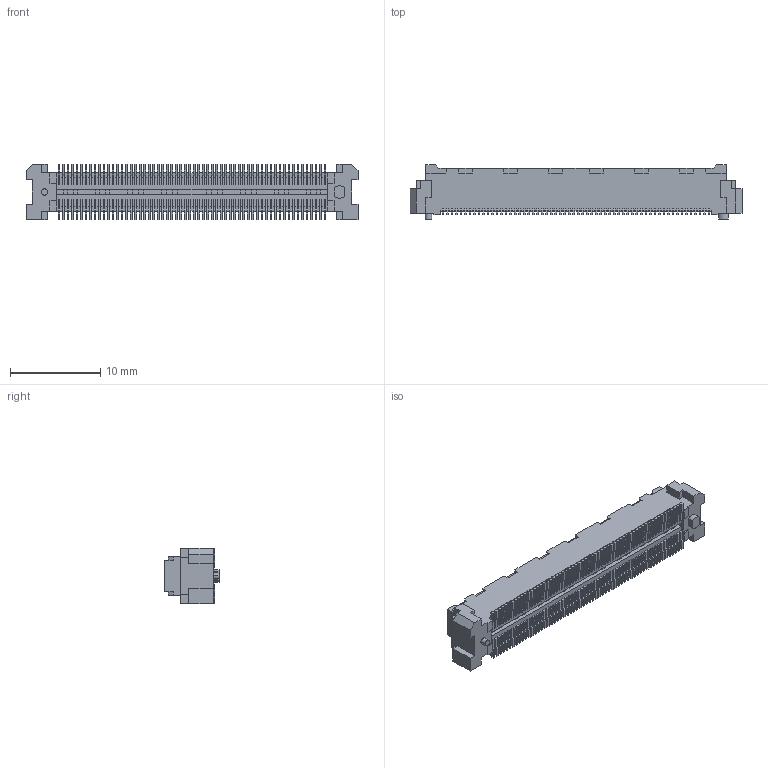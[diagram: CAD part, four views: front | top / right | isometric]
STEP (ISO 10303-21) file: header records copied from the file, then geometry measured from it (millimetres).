
FILE_DESCRIPTION((''),'2;1');
FILE_NAME('FBB05009-F120_ASM','2023-10-30T',('gongcheng6'),(''),'PRO/ENGINEER BY PARAMETRIC TECHNOLOGY CORPORATION, 2010280','PRO/ENGINEER BY PARAMETRIC TECHNOLOGY CORPORATION, 2010280','');
FILE_SCHEMA(('CONFIG_CONTROL_DESIGN'));
Products named in the file (1): FBB05009-F120_ASM
Bounding box: 36.8 x 6 x 6.2 mm (x, y, z)
Volume: 536.6 mm3; surface area: 1369.7 mm2
Topology: 1 solids, 1 shells, 4092 faces, 11176 edges, 7208 vertices
Faces by surface type: plane 3488, cylinder 604
Entity records: 127366 total; most frequent: CARTESIAN_POINT 23688, ORIENTED_EDGE 22352, DIRECTION 20084, EDGE_CURVE 11176, VECTOR 9964, LINE 9964, VERTEX_POINT 7208, AXIS2_PLACEMENT_3D 5060
